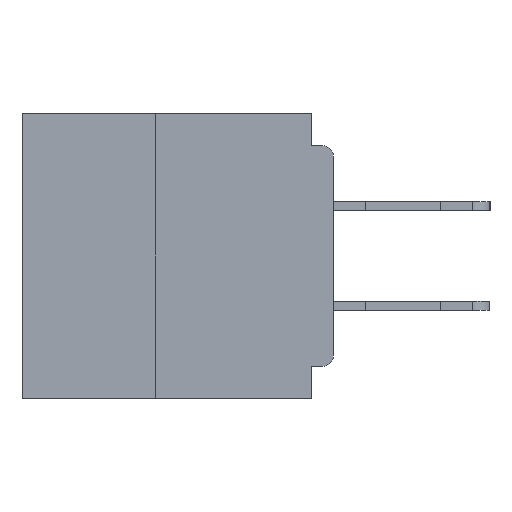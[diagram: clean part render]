
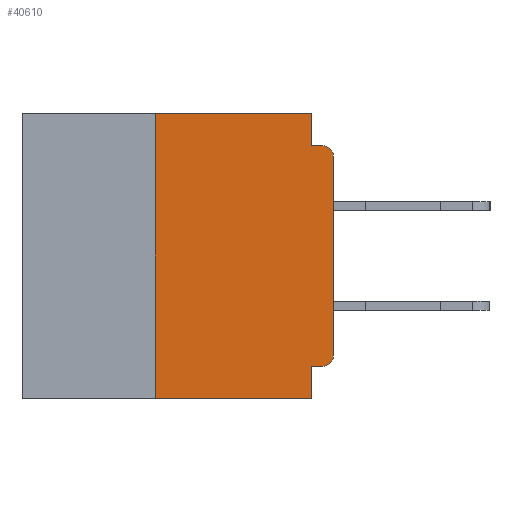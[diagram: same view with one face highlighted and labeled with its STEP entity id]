
A CAD part, left-side view. The second image highlights one B-rep face of the part: STEP entity #40610.
In plain terms, the highlighted planar face has unit normal (-1, 0, 0).
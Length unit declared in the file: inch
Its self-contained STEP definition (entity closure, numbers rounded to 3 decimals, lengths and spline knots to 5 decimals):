
#121 = CARTESIAN_POINT ( 'NONE',  ( 0., 0.031, -0.4 ) ) ;
#123 = DIRECTION ( 'NONE',  ( 0., -1., 0. ) ) ;
#430 = DIRECTION ( 'NONE',  ( 0., 0., -1. ) ) ;
#1420 = LINE ( 'NONE', #121, #45371 ) ;
#4183 = EDGE_CURVE ( 'NONE', #31087, #45880, #1420, .T. ) ;
#4205 = CARTESIAN_POINT ( 'NONE',  ( 0., 0.437, -0.4 ) ) ;
#4446 = VERTEX_POINT ( 'NONE', #18789 ) ;
#5511 = PLANE ( 'NONE',  #50927 ) ;
#6368 = VERTEX_POINT ( 'NONE', #50980 ) ;
#8359 = EDGE_CURVE ( 'NONE', #34279, #45880, #16332, .T. ) ;
#8599 = DIRECTION ( 'NONE',  ( 0., -1., 0. ) ) ;
#9230 = EDGE_CURVE ( 'NONE', #16446, #4446, #12957, .T. ) ;
#11137 = CARTESIAN_POINT ( 'NONE',  ( 0., 0.031, 0. ) ) ;
#11170 = CARTESIAN_POINT ( 'NONE',  ( 0., 0.031, -0.355 ) ) ;
#11212 = CARTESIAN_POINT ( 'NONE',  ( 0., 0.031, -0.4 ) ) ;
#12592 = VECTOR ( 'NONE', #33283, 39.37008 ) ;
#12720 = CARTESIAN_POINT ( 'NONE',  ( 0., 0.437, 0. ) ) ;
#12957 = LINE ( 'NONE', #47879, #30313 ) ;
#12975 = LINE ( 'NONE', #25517, #34332 ) ;
#14104 = DIRECTION ( 'NONE',  ( 1., 0., 0. ) ) ;
#14183 = LINE ( 'NONE', #49436, #35559 ) ;
#14375 = CARTESIAN_POINT ( 'NONE',  ( 0., 0.031, 0. ) ) ;
#15649 = VERTEX_POINT ( 'NONE', #43322 ) ;
#16332 = LINE ( 'NONE', #4205, #26375 ) ;
#16446 = VERTEX_POINT ( 'NONE', #23339 ) ;
#17606 = ORIENTED_EDGE ( 'NONE', *, *, #27460, .F. ) ;
#18438 = ORIENTED_EDGE ( 'NONE', *, *, #39383, .F. ) ;
#18690 = ORIENTED_EDGE ( 'NONE', *, *, #47803, .T. ) ;
#18752 = CARTESIAN_POINT ( 'NONE',  ( 0., 0.015, -0.34 ) ) ;
#18789 = CARTESIAN_POINT ( 'NONE',  ( 0., 0.015, -0.045 ) ) ;
#18941 = ORIENTED_EDGE ( 'NONE', *, *, #35518, .T. ) ;
#19442 = EDGE_CURVE ( 'NONE', #15649, #19677, #44146, .T. ) ;
#19677 = VERTEX_POINT ( 'NONE', #14375 ) ;
#19832 = CARTESIAN_POINT ( 'NONE',  ( 0., 0.015, -0.06 ) ) ;
#21509 = VECTOR ( 'NONE', #8599, 39.37008 ) ;
#23037 = DIRECTION ( 'NONE',  ( 0., 0., -1. ) ) ;
#23339 = CARTESIAN_POINT ( 'NONE',  ( 0., 0.031, -0.045 ) ) ;
#23973 = LINE ( 'NONE', #50116, #12592 ) ;
#24123 = DIRECTION ( 'NONE',  ( 0., 0., -1. ) ) ;
#25221 = LINE ( 'NONE', #11137, #45144 ) ;
#25517 = CARTESIAN_POINT ( 'NONE',  ( 0., 0., -0.355 ) ) ;
#26375 = VECTOR ( 'NONE', #123, 39.37008 ) ;
#26972 = VERTEX_POINT ( 'NONE', #37860 ) ;
#27460 = EDGE_CURVE ( 'NONE', #19677, #16446, #25221, .T. ) ;
#28348 = DIRECTION ( 'NONE',  ( 0., 0., 1. ) ) ;
#28921 = ORIENTED_EDGE ( 'NONE', *, *, #19442, .F. ) ;
#29532 = FACE_OUTER_BOUND ( 'NONE', #30744, .T. ) ;
#30313 = VECTOR ( 'NONE', #52139, 39.37008 ) ;
#30506 = ORIENTED_EDGE ( 'NONE', *, *, #9230, .F. ) ;
#30744 = EDGE_LOOP ( 'NONE', ( #18941, #18690, #30506, #17606, #28921, #44740, #47461, #43797, #18438, #32960 ) ) ;
#31087 = VERTEX_POINT ( 'NONE', #11170 ) ;
#32606 = DIRECTION ( 'NONE',  ( 0., 0., -1. ) ) ;
#32960 = ORIENTED_EDGE ( 'NONE', *, *, #52063, .T. ) ;
#33283 = DIRECTION ( 'NONE',  ( 0., 0., 1. ) ) ;
#34279 = VERTEX_POINT ( 'NONE', #37483 ) ;
#34332 = VECTOR ( 'NONE', #50813, 39.37008 ) ;
#35518 = EDGE_CURVE ( 'NONE', #26972, #6368, #23973, .T. ) ;
#35559 = VECTOR ( 'NONE', #28348, 39.37008 ) ;
#35847 = CIRCLE ( 'NONE', #48753, 0.015 ) ;
#35865 = CIRCLE ( 'NONE', #44348, 0.015 ) ;
#37483 = CARTESIAN_POINT ( 'NONE',  ( 0., 0.25, -0.4 ) ) ;
#37860 = CARTESIAN_POINT ( 'NONE',  ( 0., 0., -0.34 ) ) ;
#39383 = EDGE_CURVE ( 'NONE', #53730, #31087, #12975, .T. ) ;
#39623 = CARTESIAN_POINT ( 'NONE',  ( 0., 0.437, 0. ) ) ;
#40610 = ADVANCED_FACE ( 'NONE', ( #29532 ), #5511, .F. ) ;
#43322 = CARTESIAN_POINT ( 'NONE',  ( 0., 0.25, 0. ) ) ;
#43797 = ORIENTED_EDGE ( 'NONE', *, *, #4183, .F. ) ;
#43905 = DIRECTION ( 'NONE',  ( 0., 0., -1. ) ) ;
#44146 = LINE ( 'NONE', #12720, #21509 ) ;
#44348 = AXIS2_PLACEMENT_3D ( 'NONE', #18752, #48454, #23037 ) ;
#44740 = ORIENTED_EDGE ( 'NONE', *, *, #54559, .F. ) ;
#45144 = VECTOR ( 'NONE', #32606, 39.37008 ) ;
#45371 = VECTOR ( 'NONE', #430, 39.37008 ) ;
#45880 = VERTEX_POINT ( 'NONE', #11212 ) ;
#47461 = ORIENTED_EDGE ( 'NONE', *, *, #8359, .T. ) ;
#47572 = CARTESIAN_POINT ( 'NONE',  ( 0., 0.015, -0.355 ) ) ;
#47803 = EDGE_CURVE ( 'NONE', #6368, #4446, #35847, .T. ) ;
#47879 = CARTESIAN_POINT ( 'NONE',  ( 0., 0., -0.045 ) ) ;
#48454 = DIRECTION ( 'NONE',  ( -1., 0., 0. ) ) ;
#48753 = AXIS2_PLACEMENT_3D ( 'NONE', #19832, #49494, #24123 ) ;
#49436 = CARTESIAN_POINT ( 'NONE',  ( 0., 0.25, -0.4 ) ) ;
#49494 = DIRECTION ( 'NONE',  ( -1., 0., 0. ) ) ;
#50116 = CARTESIAN_POINT ( 'NONE',  ( 0., 0., 0. ) ) ;
#50813 = DIRECTION ( 'NONE',  ( 0., 1., 0. ) ) ;
#50927 = AXIS2_PLACEMENT_3D ( 'NONE', #39623, #14104, #43905 ) ;
#50980 = CARTESIAN_POINT ( 'NONE',  ( 0., 0., -0.06 ) ) ;
#52063 = EDGE_CURVE ( 'NONE', #53730, #26972, #35865, .T. ) ;
#52139 = DIRECTION ( 'NONE',  ( 0., -1., 0. ) ) ;
#53730 = VERTEX_POINT ( 'NONE', #47572 ) ;
#54559 = EDGE_CURVE ( 'NONE', #34279, #15649, #14183, .T. ) ;
